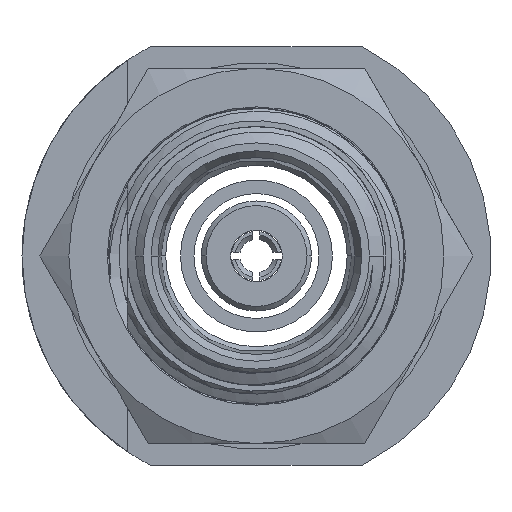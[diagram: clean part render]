
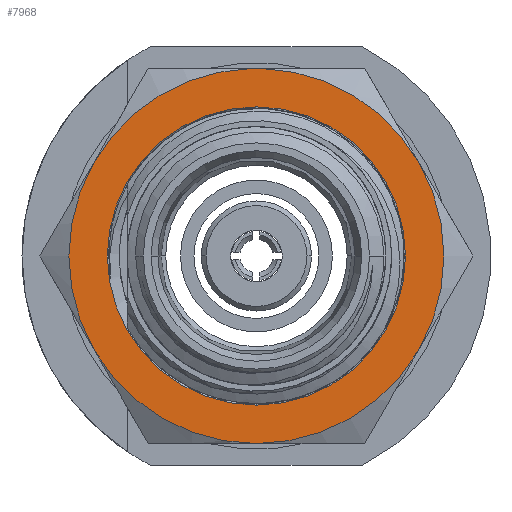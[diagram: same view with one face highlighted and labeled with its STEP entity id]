
A CAD part, left-side view. The second image highlights one B-rep face of the part: STEP entity #7968.
In plain terms, the highlighted planar face has unit normal (-1, 0, 0).
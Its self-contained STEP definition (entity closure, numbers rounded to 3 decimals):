
#7323=CARTESIAN_POINT('',(11.95,0.,0.));
#7324=DIRECTION('',(-1.,0.,0.));
#7325=DIRECTION('',(0.,0.032,0.999));
#7326=AXIS2_PLACEMENT_3D('',#7323,#7324,#7325);
#7328=DIRECTION('',(0.,-1.,0.));
#7329=VECTOR('',#7328,0.515);
#7330=CARTESIAN_POINT('',(11.95,0.258,7.996));
#7331=LINE('',#7330,#7329);
#7332=CARTESIAN_POINT('',(11.95,0.,0.));
#7333=DIRECTION('',(-1.,0.,0.));
#7334=DIRECTION('',(0.,-0.866,0.5));
#7335=AXIS2_PLACEMENT_3D('',#7332,#7333,#7334);
#7337=CARTESIAN_POINT('',(11.95,0.,0.));
#7338=DIRECTION('',(-1.,0.,0.));
#7339=DIRECTION('',(0.,-0.866,-0.5));
#7340=AXIS2_PLACEMENT_3D('',#7337,#7338,#7339);
#7342=CARTESIAN_POINT('',(11.95,0.,0.));
#7343=DIRECTION('',(-1.,0.,0.));
#7344=DIRECTION('',(0.,0.866,0.5));
#7345=AXIS2_PLACEMENT_3D('',#7342,#7343,#7344);
#7347=CARTESIAN_POINT('',(11.95,0.,0.));
#7348=DIRECTION('',(1.,0.,0.));
#7349=DIRECTION('',(0.,0.,-1.));
#7350=AXIS2_PLACEMENT_3D('',#7347,#7348,#7349);
#7352=CARTESIAN_POINT('',(11.95,0.,0.));
#7353=DIRECTION('',(-1.,0.,0.));
#7354=DIRECTION('',(0.,0.,-1.));
#7355=AXIS2_PLACEMENT_3D('',#7352,#7353,#7354);
#7357=CARTESIAN_POINT('',(11.95,0.,0.));
#7358=DIRECTION('',(-1.,0.,0.));
#7359=DIRECTION('',(0.,0.866,-0.5));
#7360=AXIS2_PLACEMENT_3D('',#7357,#7358,#7359);
#7384=CARTESIAN_POINT('',(11.95,6.928,-4.));
#7393=CARTESIAN_POINT('',(11.95,6.928,4.));
#7411=CARTESIAN_POINT('',(11.95,0.258,7.996));
#7429=CARTESIAN_POINT('',(11.95,-6.928,
-4.));
#7447=CARTESIAN_POINT('',(11.95,-6.928,4.));
#7463=CARTESIAN_POINT('',(11.95,-0.258,7.996));
#7758=VERTEX_POINT('',#7429);
#7761=VERTEX_POINT('',#7447);
#7763=VERTEX_POINT('',#7463);
#7764=VERTEX_POINT('',#7411);
#7766=VERTEX_POINT('',#7393);
#7768=VERTEX_POINT('',#7384);
#7790=CARTESIAN_POINT('',(11.95,0.,
-6.36));
#7791=CARTESIAN_POINT('',(11.95,0.,
6.36));
#7792=VERTEX_POINT('',#7790);
#7793=VERTEX_POINT('',#7791);
#7944=CARTESIAN_POINT('',(11.95,0.,0.));
#7945=DIRECTION('',(-1.,0.,0.));
#7946=DIRECTION('',(0.,0.,-1.));
#7947=AXIS2_PLACEMENT_3D('',#7944,#7945,#7946);
#7948=PLANE('',#7947);
#7950=ORIENTED_EDGE('',*,*,#7949,.F.);
#7951=ORIENTED_EDGE('',*,*,#7851,.T.);
#7953=ORIENTED_EDGE('',*,*,#7952,.F.);
#7955=ORIENTED_EDGE('',*,*,#7954,.F.);
#7957=ORIENTED_EDGE('',*,*,#7956,.F.);
#7959=ORIENTED_EDGE('',*,*,#7958,.F.);
#7960=EDGE_LOOP('',(#7950,#7951,#7953,#7955,#7957,#7959));
#7961=FACE_OUTER_BOUND('',#7960,.F.);
#7963=ORIENTED_EDGE('',*,*,#7962,.F.);
#7965=ORIENTED_EDGE('',*,*,#7964,.T.);
#7966=EDGE_LOOP('',(#7963,#7965));
#7967=FACE_BOUND('',#7966,.F.);
#7327=CIRCLE('',#7326,8.);
#7336=CIRCLE('',#7335,8.);
#7341=CIRCLE('',#7340,8.);
#7346=CIRCLE('',#7345,8.);
#7351=CIRCLE('',#7350,6.36);
#7356=CIRCLE('',#7355,6.36);
#7361=CIRCLE('',#7360,8.);
#7851=EDGE_CURVE('',#7764,#7763,#7331,.T.);
#7949=EDGE_CURVE('',#7764,#7766,#7327,.T.);
#7952=EDGE_CURVE('',#7761,#7763,#7336,.T.);
#7954=EDGE_CURVE('',#7758,#7761,#7341,.T.);
#7956=EDGE_CURVE('',#7768,#7758,#7361,.T.);
#7958=EDGE_CURVE('',#7766,#7768,#7346,.T.);
#7962=EDGE_CURVE('',#7792,#7793,#7351,.T.);
#7964=EDGE_CURVE('',#7792,#7793,#7356,.T.);
#7968=ADVANCED_FACE('',(#7961,#7967),#7948,.T.);
